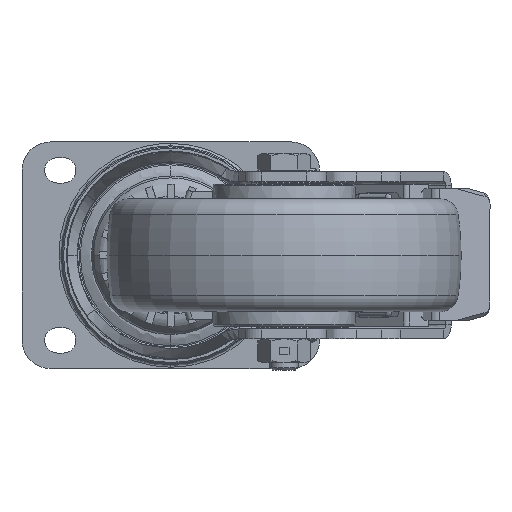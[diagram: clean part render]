
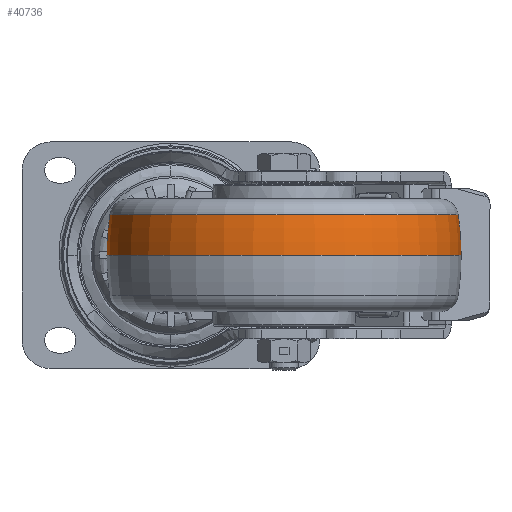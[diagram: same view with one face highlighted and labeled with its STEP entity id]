
A CAD part, front view. The second image highlights one B-rep face of the part: STEP entity #40736.
In plain terms, the highlighted toroidal (fillet/blend) face has major radius 37.5 mm and minor radius 100 mm.
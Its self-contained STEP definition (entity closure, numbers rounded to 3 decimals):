
#4415 = ORIENTED_EDGE ( 'NONE', *, *, #42231, .F. ) ;
#6090 = CIRCLE ( 'NONE', #14356, 61.456 ) ;
#6518 = VERTEX_POINT ( 'NONE', #21903 ) ;
#9937 = DIRECTION ( 'NONE',  ( 0., 0., -1. ) ) ;
#13812 = AXIS2_PLACEMENT_3D ( 'NONE', #51252, #22658, #56082 ) ;
#14356 = AXIS2_PLACEMENT_3D ( 'NONE', #47693, #19099, #52487 ) ;
#16731 = ORIENTED_EDGE ( 'NONE', *, *, #18202, .F. ) ;
#18202 = EDGE_CURVE ( 'NONE', #47195, #51392, #22730, .T. ) ;
#19099 = DIRECTION ( 'NONE',  ( 0., 0., -1. ) ) ;
#21424 = DIRECTION ( 'NONE',  ( 0., 0., -1. ) ) ;
#21903 = CARTESIAN_POINT ( 'NONE',  ( -21.456, -92.5, 14.359 ) ) ;
#21996 = TOROIDAL_SURFACE ( 'NONE', #32727, -37.5, 100. ) ;
#22658 = DIRECTION ( 'NONE',  ( 0., -1., 0. ) ) ;
#22709 = CARTESIAN_POINT ( 'NONE',  ( 2.5, -92.5, -0.056 ) ) ;
#22730 = CIRCLE ( 'NONE', #25656, 100. ) ;
#25656 = AXIS2_PLACEMENT_3D ( 'NONE', #22709, #56129, #27542 ) ;
#26055 = CARTESIAN_POINT ( 'NONE',  ( 40., -92.5, -0.056 ) ) ;
#27542 = DIRECTION ( 'NONE',  ( -1., 0., 0. ) ) ;
#28513 = CARTESIAN_POINT ( 'NONE',  ( 102.5, -92.5, 0. ) ) ;
#32727 = AXIS2_PLACEMENT_3D ( 'NONE', #26055, #21424, #54834 ) ;
#33271 = VERTEX_POINT ( 'NONE', #55303 ) ;
#38021 = AXIS2_PLACEMENT_3D ( 'NONE', #38580, #9937, #43384 ) ;
#38580 = CARTESIAN_POINT ( 'NONE',  ( 40., -92.5, 0. ) ) ;
#40108 = CIRCLE ( 'NONE', #13812, 100. ) ;
#40402 = CARTESIAN_POINT ( 'NONE',  ( 101.456, -92.5, 14.359 ) ) ;
#40736 = ADVANCED_FACE ( 'NONE', ( #50367 ), #21996, .T. ) ;
#42231 = EDGE_CURVE ( 'NONE', #51392, #33271, #43395, .T. ) ;
#43384 = DIRECTION ( 'NONE',  ( -1., 0., 0. ) ) ;
#43395 = CIRCLE ( 'NONE', #38021, 62.5 ) ;
#45816 = EDGE_CURVE ( 'NONE', #47195, #6518, #6090, .T. ) ;
#46892 = ORIENTED_EDGE ( 'NONE', *, *, #45816, .T. ) ;
#47195 = VERTEX_POINT ( 'NONE', #40402 ) ;
#47693 = CARTESIAN_POINT ( 'NONE',  ( 40., -92.5, 14.359 ) ) ;
#49749 = EDGE_LOOP ( 'NONE', ( #16731, #46892, #52378, #4415 ) ) ;
#50367 = FACE_OUTER_BOUND ( 'NONE', #49749, .T. ) ;
#51252 = CARTESIAN_POINT ( 'NONE',  ( 77.5, -92.5, -0.056 ) ) ;
#51392 = VERTEX_POINT ( 'NONE', #28513 ) ;
#52378 = ORIENTED_EDGE ( 'NONE', *, *, #54814, .T. ) ;
#52487 = DIRECTION ( 'NONE',  ( -1., 0., 0. ) ) ;
#54814 = EDGE_CURVE ( 'NONE', #6518, #33271, #40108, .T. ) ;
#54834 = DIRECTION ( 'NONE',  ( -1., 0., 0. ) ) ;
#55303 = CARTESIAN_POINT ( 'NONE',  ( -22.5, -92.5, 0. ) ) ;
#56082 = DIRECTION ( 'NONE',  ( 1., 0., 0. ) ) ;
#56129 = DIRECTION ( 'NONE',  ( 0., 1., 0. ) ) ;
